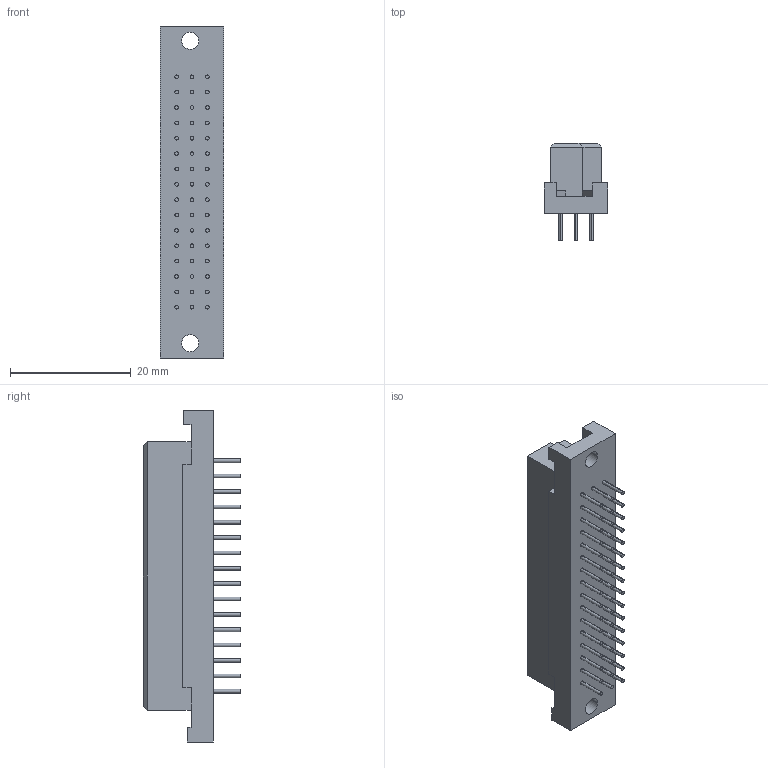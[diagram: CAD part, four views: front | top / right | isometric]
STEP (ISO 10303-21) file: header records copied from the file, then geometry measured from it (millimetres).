
FILE_DESCRIPTION (( 'STEP AP214' ), '1' );
FILE_NAME ('con_din_48_f.STEP', '2020-05-15T16:45:45', ( '' ), ( '' ), 'SwSTEP 2.0', 'SolidWorks 2018', '' );
FILE_SCHEMA (( 'AUTOMOTIVE_DESIGN' ));
Length unit declared in the file: millimetre
Products named in the file (1): con_din_48_f
Bounding box: 10.5 x 16.1 x 54.9 mm (x, y, z)
Volume: 5078.9 mm3; surface area: 3004.1 mm2
Topology: 1 solids, 1 shells, 438 faces, 1008 edges, 668 vertices
Faces by surface type: plane 338, cylinder 100
Entity records: 15572 total; most frequent: CARTESIAN_POINT 2115, DIRECTION 2086, ORIENTED_EDGE 2016, EDGE_CURVE 1008, VECTOR 808, LINE 808, VERTEX_POINT 668, AXIS2_PLACEMENT_3D 639
